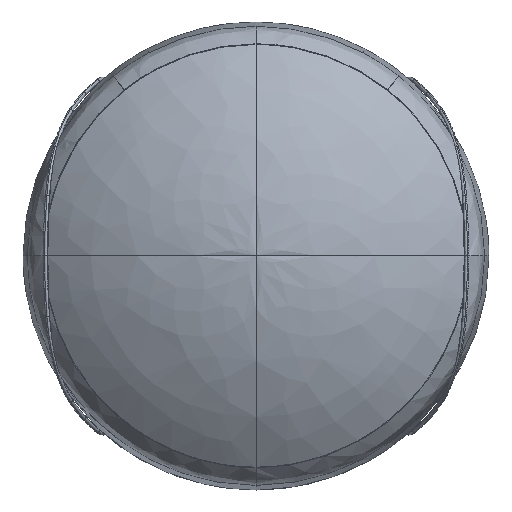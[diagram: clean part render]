
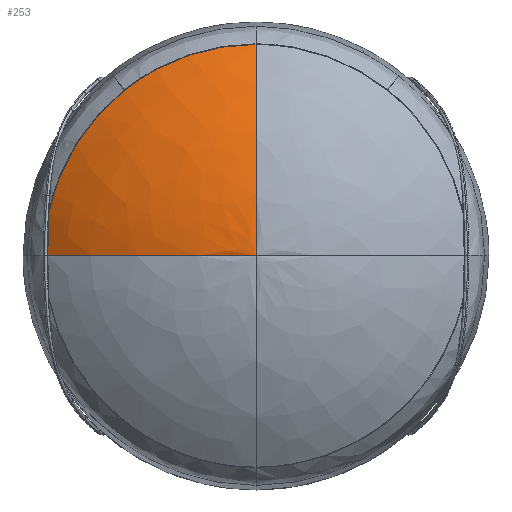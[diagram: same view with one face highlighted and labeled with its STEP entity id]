
A CAD part, top view. The second image highlights one B-rep face of the part: STEP entity #253.
In plain terms, the highlighted free-form (B-spline) face has degree [2, 2] with [3, 3] control points.
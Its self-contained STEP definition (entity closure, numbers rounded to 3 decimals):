
#65=B_SPLINE_CURVE_WITH_KNOTS($,3,(#8371,#8372,#8373,#8374,#8375,#8376),
.UNSPECIFIED.,.F.,.F.,(4,2,4),(0.,0.021,0.043),
.UNSPECIFIED.);
#253=ADVANCED_FACE($,(#573),#3662,.T.);
#573=FACE_OUTER_BOUND($,#893,.T.);
#893=EDGE_LOOP($,(#1758,#1759,#1760,#1761,#1762,#1763));
#1758=ORIENTED_EDGE($,*,*,#2810,.T.);
#1759=ORIENTED_EDGE($,*,*,#2814,.T.);
#1760=ORIENTED_EDGE($,*,*,#2811,.T.);
#1761=ORIENTED_EDGE($,*,*,#2812,.T.);
#1762=ORIENTED_EDGE($,*,*,#2813,.T.);
#1763=ORIENTED_EDGE($,*,*,#2802,.F.);
#2802=EDGE_CURVE($,#3348,#3345,#4138,.T.);
#2810=EDGE_CURVE($,#3348,#3353,#4146,.T.);
#2811=EDGE_CURVE($,#3354,#3355,#4147,.T.);
#2812=EDGE_CURVE($,#3355,#3301,#4148,.T.);
#2813=EDGE_CURVE($,#3301,#3345,#65,.T.);
#2814=EDGE_CURVE($,#3353,#3354,#4149,.T.);
#3301=VERTEX_POINT($,#9341);
#3345=VERTEX_POINT($,#9385);
#3348=VERTEX_POINT($,#9388);
#3353=VERTEX_POINT($,#9393);
#3354=VERTEX_POINT($,#9394);
#3355=VERTEX_POINT($,#9395);
#3662=(
BOUNDED_SURFACE()
B_SPLINE_SURFACE(2,2,((#8859,#8860,#8861),(#8862,#8863,#8864),(#8865,#8866,
#8867)),.UNSPECIFIED.,.F.,.F.,.F.)
B_SPLINE_SURFACE_WITH_KNOTS((3,3),(3,3),(895.672,1194.229),
(0.171,224.344),.UNSPECIFIED.)
GEOMETRIC_REPRESENTATION_ITEM()
RATIONAL_B_SPLINE_SURFACE(((1.,0.938,0.978),
(0.707,0.663,0.691),(1.,
0.938,0.978)))
REPRESENTATION_ITEM($)
SURFACE()
);
#4138=(
BOUNDED_CURVE()
B_SPLINE_CURVE(2,(#8339,#8340,#8341),.UNSPECIFIED.,.F.,.F.)
B_SPLINE_CURVE_WITH_KNOTS((3,3),(0.171,220.137),.UNSPECIFIED.)
CURVE()
GEOMETRIC_REPRESENTATION_ITEM()
RATIONAL_B_SPLINE_CURVE((1.,0.95,1.))
REPRESENTATION_ITEM($)
);
#4146=(
BOUNDED_CURVE()
B_SPLINE_CURVE(2,(#8362,#8363,#8364),.UNSPECIFIED.,.F.,.F.)
B_SPLINE_CURVE_WITH_KNOTS((3,3),(0.264,0.528),.UNSPECIFIED.)
CURVE()
GEOMETRIC_REPRESENTATION_ITEM()
RATIONAL_B_SPLINE_CURVE((1.,0.707,1.))
REPRESENTATION_ITEM($)
);
#4147=(
BOUNDED_CURVE()
B_SPLINE_CURVE(2,(#8365,#8366,#8367),.UNSPECIFIED.,.F.,.F.)
B_SPLINE_CURVE_WITH_KNOTS((3,3),(0.,141.645),.UNSPECIFIED.)
CURVE()
GEOMETRIC_REPRESENTATION_ITEM()
RATIONAL_B_SPLINE_CURVE((1.,0.944,1.))
REPRESENTATION_ITEM($)
);
#4148=(
BOUNDED_CURVE()
B_SPLINE_CURVE(2,(#8368,#8369,#8370),.UNSPECIFIED.,.F.,.F.)
B_SPLINE_CURVE_WITH_KNOTS((3,3),(141.645,288.925),.UNSPECIFIED.)
CURVE()
GEOMETRIC_REPRESENTATION_ITEM()
RATIONAL_B_SPLINE_CURVE((1.,0.94,1.))
REPRESENTATION_ITEM($)
);
#4149=(
BOUNDED_CURVE()
B_SPLINE_CURVE(2,(#8377,#8378,#8379),.UNSPECIFIED.,.F.,.F.)
B_SPLINE_CURVE_WITH_KNOTS((3,3),(0.171,224.344),.UNSPECIFIED.)
CURVE()
GEOMETRIC_REPRESENTATION_ITEM()
RATIONAL_B_SPLINE_CURVE((1.,0.948,1.))
REPRESENTATION_ITEM($)
);
#8339=CARTESIAN_POINT($,(-0.168,0.,396.));
#8340=CARTESIAN_POINT($,(-115.306,0.,396.));
#8341=CARTESIAN_POINT($,(-208.072,0.,327.802));
#8362=CARTESIAN_POINT($,(-0.168,0.,396.));
#8363=CARTESIAN_POINT($,(-0.168,0.168,396.));
#8364=CARTESIAN_POINT($,(0.,0.168,396.));
#8365=CARTESIAN_POINT($,(0.,211.467,325.274));
#8366=CARTESIAN_POINT($,(-73.641,211.467,325.274));
#8367=CARTESIAN_POINT($,(-131.353,165.725,325.274));
#8368=CARTESIAN_POINT($,(-131.353,165.725,325.274));
#8369=CARTESIAN_POINT($,(-191.479,118.069,325.274));
#8370=CARTESIAN_POINT($,(-207.06,42.946,325.274));
#8371=CARTESIAN_POINT($,(-207.06,42.946,325.274));
#8372=CARTESIAN_POINT($,(-207.413,35.498,326.154));
#8373=CARTESIAN_POINT($,(-207.665,28.204,326.785));
#8374=CARTESIAN_POINT($,(-207.995,13.896,327.608));
#8375=CARTESIAN_POINT($,(-208.072,6.882,327.802));
#8376=CARTESIAN_POINT($,(-208.072,0.,327.802));
#8377=CARTESIAN_POINT($,(0.,0.168,396.));
#8378=CARTESIAN_POINT($,(0.,117.654,396.));
#8379=CARTESIAN_POINT($,(0.,211.467,325.274));
#8859=CARTESIAN_POINT($,(-0.168,0.,396.));
#8860=CARTESIAN_POINT($,(-117.654,0.,396.));
#8861=CARTESIAN_POINT($,(-211.467,0.,325.274));
#8862=CARTESIAN_POINT($,(-0.168,0.168,396.));
#8863=CARTESIAN_POINT($,(-117.654,117.654,396.));
#8864=CARTESIAN_POINT($,(-211.467,211.467,325.274));
#8865=CARTESIAN_POINT($,(0.,0.168,396.));
#8866=CARTESIAN_POINT($,(0.,117.654,396.));
#8867=CARTESIAN_POINT($,(0.,211.467,325.274));
#9341=CARTESIAN_POINT($,(-207.06,42.946,325.274));
#9385=CARTESIAN_POINT($,(-208.072,0.,327.802));
#9388=CARTESIAN_POINT($,(-0.168,0.,396.));
#9393=CARTESIAN_POINT($,(0.,0.168,396.));
#9394=CARTESIAN_POINT($,(0.,211.467,325.274));
#9395=CARTESIAN_POINT($,(-131.353,165.725,325.274));
